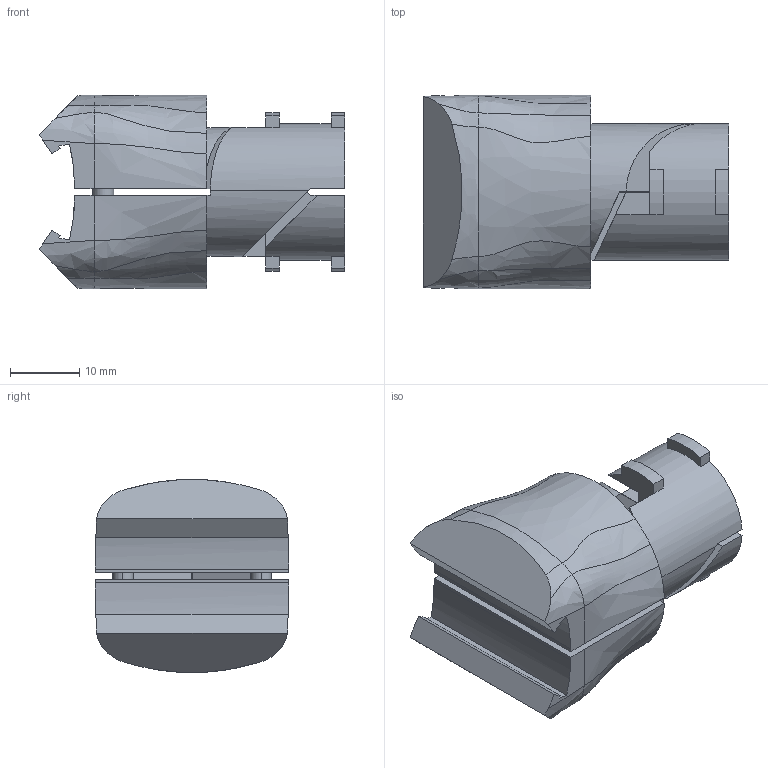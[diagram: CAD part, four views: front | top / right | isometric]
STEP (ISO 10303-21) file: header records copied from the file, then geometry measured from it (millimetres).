
FILE_DESCRIPTION(('STEP AP214'),'1');
FILE_NAME('cctmp_149C4B5A-BC82-454D-B90C-D43964D187E8_2024_10_29_11_04_23_0371_7240..stp','2024-10-29T10:04:23',('Bosch Rexroth AG'),('CADClick - www.CADClick.com'),'Spatial InterOp 3D',' ','unknown authorization - (Healing Option Enabled)');
FILE_SCHEMA(('AUTOMOTIVE_DESIGN'));
Length unit declared in the file: millimetre
Products named in the file (2): 1; 2
Bounding box: 44.31 x 28 x 28 mm (x, y, z)
Volume: 18737.7 mm3; surface area: 7249.2 mm2
Topology: 2 solids, 2 shells, 98 faces, 262 edges, 172 vertices
Faces by surface type: plane 54, bspline 24, cylinder 20
Entity records: 11415 total; most frequent: CARTESIAN_POINT 8298, ORIENTED_EDGE 524, DIRECTION 398, EDGE_CURVE 262, VERTEX_POINT 172, AXIS2_PLACEMENT_3D 134, LINE 130, VECTOR 130
